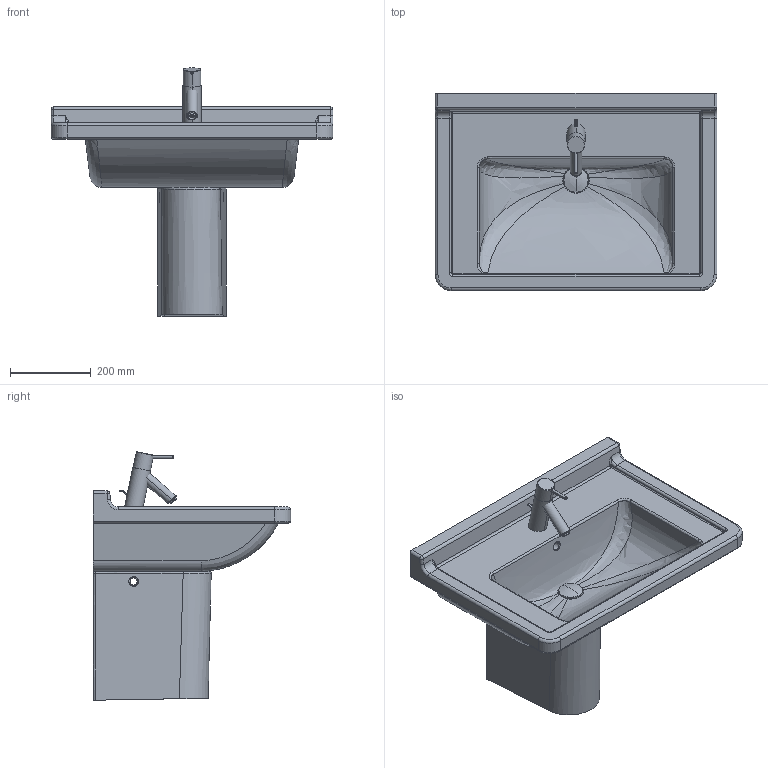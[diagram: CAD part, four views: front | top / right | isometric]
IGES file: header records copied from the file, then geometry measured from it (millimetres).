
Global section: file name: No Iges File Name specified; native system: Autodesk Inventor 2011; preprocessor: AutoDesk Inventor Iges Exporter R2011; author: Administrator; date: 20110521.194904; units: millimetre
Bounding box: 700 x 490 x 617.18 mm (x, y, z)
Volume: 21374054.7 mm3; surface area: 1834925.3 mm2
Topology: 9 solids, 9 shells, 277 faces, 672 edges, 401 vertices
Faces by surface type: bspline 71, plane 71, cylinder 55, revolution 46, torus 26, sphere 6, cone 2
